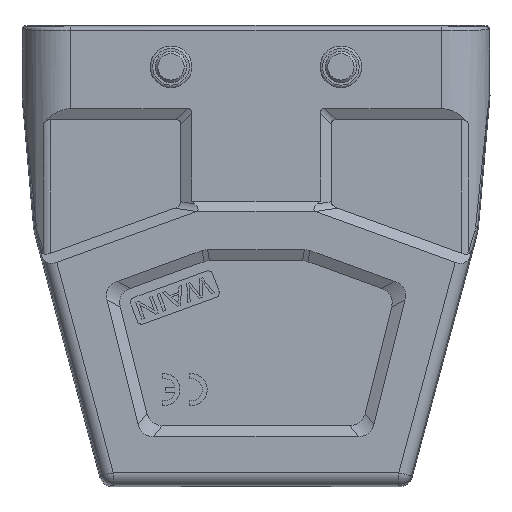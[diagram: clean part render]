
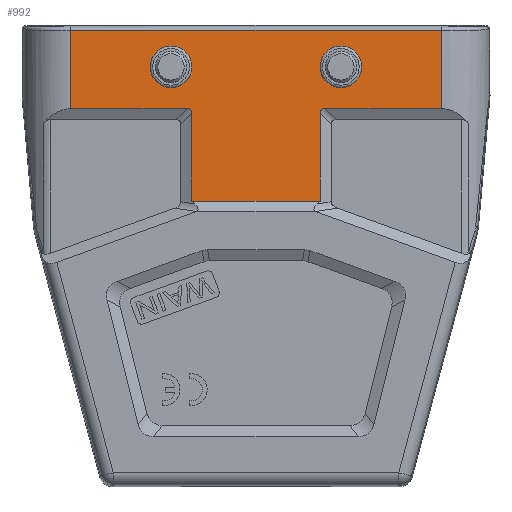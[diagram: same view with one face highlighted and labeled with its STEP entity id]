
A CAD part, front view. The second image highlights one B-rep face of the part: STEP entity #992.
In plain terms, the highlighted planar face has unit normal (0, -1, 0).
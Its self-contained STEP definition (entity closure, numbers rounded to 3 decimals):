
#288=FACE_BOUND('',#2225,.T.);
#289=FACE_BOUND('',#2226,.T.);
#290=FACE_BOUND('',#2227,.T.);
#368=CIRCLE('',#8701,2.85);
#398=CIRCLE('',#8767,2.85);
#992=ADVANCED_FACE('',(#288,#289,#290),#1454,.T.);
#1454=PLANE('',#8816);
#2225=EDGE_LOOP('',(#4342,#4343,#4344,#4345,#4346,#4347,#4348,#4349,#4350,
#4351));
#2226=EDGE_LOOP('',(#4352));
#2227=EDGE_LOOP('',(#4353));
#2754=LINE('',#12354,#3468);
#2758=LINE('',#12404,#3472);
#2759=LINE('',#12406,#3473);
#2760=LINE('',#12408,#3474);
#2761=LINE('',#12412,#3475);
#2762=LINE('',#12414,#3476);
#2763=LINE('',#12416,#3477);
#2764=LINE('',#12420,#3478);
#3468=VECTOR('',#9819,1.);
#3472=VECTOR('',#9829,1.);
#3473=VECTOR('',#9832,1.);
#3474=VECTOR('',#9833,1.);
#3475=VECTOR('',#9836,1.);
#3476=VECTOR('',#9837,1.);
#3477=VECTOR('',#9838,1.);
#3478=VECTOR('',#9841,1.);
#4342=ORIENTED_EDGE('',*,*,#7508,.T.);
#4343=ORIENTED_EDGE('',*,*,#7509,.T.);
#4344=ORIENTED_EDGE('',*,*,#7510,.T.);
#4345=ORIENTED_EDGE('',*,*,#7511,.T.);
#4346=ORIENTED_EDGE('',*,*,#7512,.F.);
#4347=ORIENTED_EDGE('',*,*,#7513,.T.);
#4348=ORIENTED_EDGE('',*,*,#7514,.T.);
#4349=ORIENTED_EDGE('',*,*,#7515,.T.);
#4350=ORIENTED_EDGE('',*,*,#7496,.T.);
#4351=ORIENTED_EDGE('',*,*,#7507,.T.);
#4352=ORIENTED_EDGE('',*,*,#7426,.T.);
#4353=ORIENTED_EDGE('',*,*,#7390,.T.);
#6600=VERTEX_POINT('',#12012);
#6639=VERTEX_POINT('',#12125);
#6696=VERTEX_POINT('',#12355);
#6697=VERTEX_POINT('',#12356);
#6704=VERTEX_POINT('',#12403);
#6705=VERTEX_POINT('',#12407);
#6706=VERTEX_POINT('',#12409);
#6707=VERTEX_POINT('',#12411);
#6708=VERTEX_POINT('',#12413);
#6709=VERTEX_POINT('',#12415);
#6710=VERTEX_POINT('',#12417);
#6711=VERTEX_POINT('',#12419);
#7390=EDGE_CURVE('',#6600,#6600,#368,.T.);
#7426=EDGE_CURVE('',#6639,#6639,#398,.T.);
#7496=EDGE_CURVE('',#6696,#6697,#2754,.T.);
#7507=EDGE_CURVE('',#6697,#6704,#2758,.T.);
#7508=EDGE_CURVE('',#6704,#6705,#2759,.T.);
#7509=EDGE_CURVE('',#6705,#6706,#2760,.T.);
#7510=EDGE_CURVE('',#6706,#6707,#8600,.T.);
#7511=EDGE_CURVE('',#6707,#6708,#2761,.T.);
#7512=EDGE_CURVE('',#6709,#6708,#2762,.T.);
#7513=EDGE_CURVE('',#6709,#6710,#2763,.T.);
#7514=EDGE_CURVE('',#6710,#6711,#8601,.T.);
#7515=EDGE_CURVE('',#6711,#6696,#2764,.T.);
#8600=ELLIPSE('',#8814,3.969,1.5);
#8601=ELLIPSE('',#8815,3.969,1.5);
#8701=AXIS2_PLACEMENT_3D('',#12011,#9568,#9569);
#8767=AXIS2_PLACEMENT_3D('',#12124,#9702,#9703);
#8814=AXIS2_PLACEMENT_3D('',#12410,#9834,#9835);
#8815=AXIS2_PLACEMENT_3D('',#12418,#9839,#9840);
#8816=AXIS2_PLACEMENT_3D('',#12421,#9842,#9843);
#9568=DIRECTION('',(0.,1.,0.));
#9569=DIRECTION('',(1.,0.,0.));
#9702=DIRECTION('',(0.,1.,0.));
#9703=DIRECTION('',(1.,0.,0.));
#9819=DIRECTION('',(0.,0.,1.));
#9829=DIRECTION('',(-1.,0.,0.));
#9832=DIRECTION('',(0.,0.,-1.));
#9833=DIRECTION('',(1.,0.,0.));
#9834=DIRECTION('',(0.,1.,0.));
#9835=DIRECTION('',(0.707,0.,0.707));
#9836=DIRECTION('',(0.,0.,-1.));
#9837=DIRECTION('',(-1.,0.,0.));
#9838=DIRECTION('',(0.,0.,1.));
#9839=DIRECTION('',(0.,1.,0.));
#9840=DIRECTION('',(-0.707,0.,0.707));
#9841=DIRECTION('',(1.,0.,0.));
#9842=DIRECTION('',(0.,-1.,0.));
#9843=DIRECTION('',(1.,0.,0.));
#12011=CARTESIAN_POINT('',(29.471,59.421,88.532));
#12012=CARTESIAN_POINT('',(32.321,59.421,88.532));
#12124=CARTESIAN_POINT('',(2.971,59.421,88.532));
#12125=CARTESIAN_POINT('',(5.821,59.421,88.532));
#12354=CARTESIAN_POINT('',(45.104,59.421,95.034));
#12355=CARTESIAN_POINT('',(45.104,59.421,82.034));
#12356=CARTESIAN_POINT('',(45.104,59.421,94.251));
#12403=CARTESIAN_POINT('',(-12.651,59.421,94.251));
#12404=CARTESIAN_POINT('',(52.727,59.421,94.251));
#12406=CARTESIAN_POINT('',(-12.651,59.421,84.034));
#12407=CARTESIAN_POINT('',(-12.651,59.421,82.034));
#12408=CARTESIAN_POINT('',(16.227,59.421,82.034));
#12409=CARTESIAN_POINT('',(5.477,59.421,82.034));
#12410=CARTESIAN_POINT('',(3.227,59.421,79.034));
#12411=CARTESIAN_POINT('',(6.227,59.421,81.284));
#12412=CARTESIAN_POINT('',(6.227,59.421,95.034));
#12413=CARTESIAN_POINT('',(6.227,59.421,67.578));
#12414=CARTESIAN_POINT('',(16.227,59.421,67.578));
#12415=CARTESIAN_POINT('',(26.227,59.421,67.578));
#12416=CARTESIAN_POINT('',(26.227,59.421,95.034));
#12417=CARTESIAN_POINT('',(26.227,59.421,81.284));
#12418=CARTESIAN_POINT('',(29.227,59.421,79.034));
#12419=CARTESIAN_POINT('',(26.977,59.421,82.034));
#12420=CARTESIAN_POINT('',(16.227,59.421,82.034));
#12421=CARTESIAN_POINT('',(16.227,59.421,95.034));
